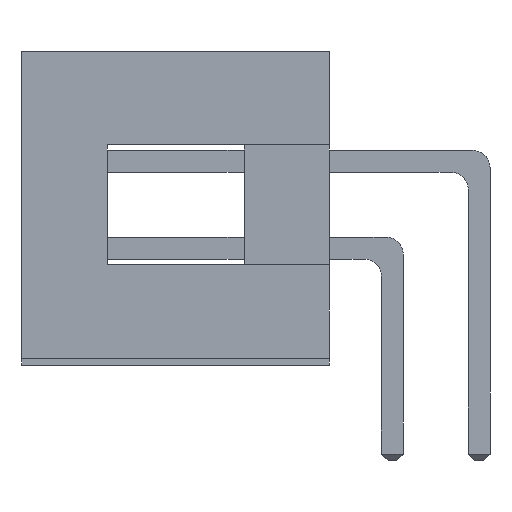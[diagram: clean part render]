
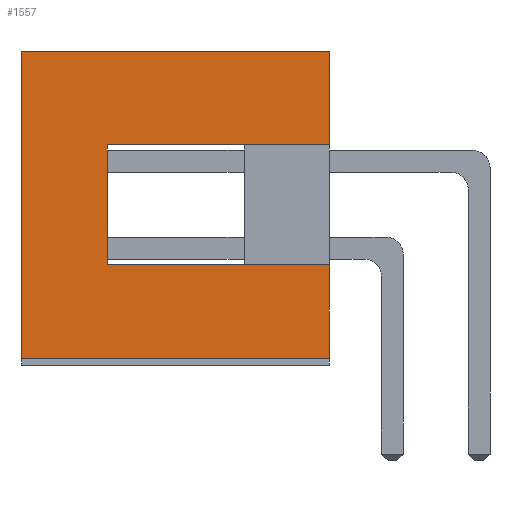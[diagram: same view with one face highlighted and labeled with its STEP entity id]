
A CAD part, front view. The second image highlights one B-rep face of the part: STEP entity #1557.
In plain terms, the highlighted planar face has unit normal (0, -1, 0).
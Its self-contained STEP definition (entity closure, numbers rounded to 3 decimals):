
#120 = VERTEX_POINT('',#121);
#121 = CARTESIAN_POINT('',(-12.225,-35.56,0.05));
#127 = EDGE_CURVE('',#120,#128,#130,.T.);
#128 = VERTEX_POINT('',#129);
#129 = CARTESIAN_POINT('',(-12.225,-35.56,9.05));
#130 = LINE('',#131,#132);
#131 = CARTESIAN_POINT('',(-12.225,-35.56,0.05));
#132 = VECTOR('',#133,1.);
#133 = DIRECTION('',(0.,0.,1.));
#284 = EDGE_CURVE('',#285,#128,#287,.T.);
#285 = VERTEX_POINT('',#286);
#286 = CARTESIAN_POINT('',(-3.225,-35.56,9.05));
#287 = LINE('',#288,#289);
#288 = CARTESIAN_POINT('',(-3.225,-35.56,9.05));
#289 = VECTOR('',#290,1.);
#290 = DIRECTION('',(-1.,0.,0.));
#436 = EDGE_CURVE('',#437,#285,#439,.T.);
#437 = VERTEX_POINT('',#438);
#438 = CARTESIAN_POINT('',(-3.225,-35.56,6.3));
#439 = LINE('',#440,#441);
#440 = CARTESIAN_POINT('',(-3.225,-35.56,0.05));
#441 = VECTOR('',#442,1.);
#442 = DIRECTION('',(0.,0.,1.));
#461 = VERTEX_POINT('',#462);
#462 = CARTESIAN_POINT('',(-3.225,-35.56,2.8));
#468 = EDGE_CURVE('',#469,#461,#471,.T.);
#469 = VERTEX_POINT('',#470);
#470 = CARTESIAN_POINT('',(-3.225,-35.56,0.05));
#471 = LINE('',#472,#473);
#472 = CARTESIAN_POINT('',(-3.225,-35.56,0.05));
#473 = VECTOR('',#474,1.);
#474 = DIRECTION('',(0.,0.,1.));
#1547 = EDGE_CURVE('',#469,#120,#1548,.T.);
#1548 = LINE('',#1549,#1550);
#1549 = CARTESIAN_POINT('',(-3.225,-35.56,0.05));
#1550 = VECTOR('',#1551,1.);
#1551 = DIRECTION('',(-1.,0.,0.));
#1557 = ADVANCED_FACE('',(#1558),#1587,.T.);
#1558 = FACE_BOUND('',#1559,.T.);
#1559 = EDGE_LOOP('',(#1560,#1561,#1562,#1563,#1571,#1579,#1585,#1586));
#1560 = ORIENTED_EDGE('',*,*,#127,.F.);
#1561 = ORIENTED_EDGE('',*,*,#1547,.F.);
#1562 = ORIENTED_EDGE('',*,*,#468,.T.);
#1563 = ORIENTED_EDGE('',*,*,#1564,.T.);
#1564 = EDGE_CURVE('',#461,#1565,#1567,.T.);
#1565 = VERTEX_POINT('',#1566);
#1566 = CARTESIAN_POINT('',(-9.725,-35.56,2.8));
#1567 = LINE('',#1568,#1569);
#1568 = CARTESIAN_POINT('',(-3.225,-35.56,2.8));
#1569 = VECTOR('',#1570,1.);
#1570 = DIRECTION('',(-1.,0.,0.));
#1571 = ORIENTED_EDGE('',*,*,#1572,.T.);
#1572 = EDGE_CURVE('',#1565,#1573,#1575,.T.);
#1573 = VERTEX_POINT('',#1574);
#1574 = CARTESIAN_POINT('',(-9.725,-35.56,6.3));
#1575 = LINE('',#1576,#1577);
#1576 = CARTESIAN_POINT('',(-9.725,-35.56,2.8));
#1577 = VECTOR('',#1578,1.);
#1578 = DIRECTION('',(0.,0.,1.));
#1579 = ORIENTED_EDGE('',*,*,#1580,.F.);
#1580 = EDGE_CURVE('',#437,#1573,#1581,.T.);
#1581 = LINE('',#1582,#1583);
#1582 = CARTESIAN_POINT('',(-3.225,-35.56,6.3));
#1583 = VECTOR('',#1584,1.);
#1584 = DIRECTION('',(-1.,0.,0.));
#1585 = ORIENTED_EDGE('',*,*,#436,.T.);
#1586 = ORIENTED_EDGE('',*,*,#284,.T.);
#1587 = PLANE('',#1588);
#1588 = AXIS2_PLACEMENT_3D('',#1589,#1590,#1591);
#1589 = CARTESIAN_POINT('',(-3.225,-35.56,0.05));
#1590 = DIRECTION('',(0.,-1.,0.));
#1591 = DIRECTION('',(-1.,0.,0.));
